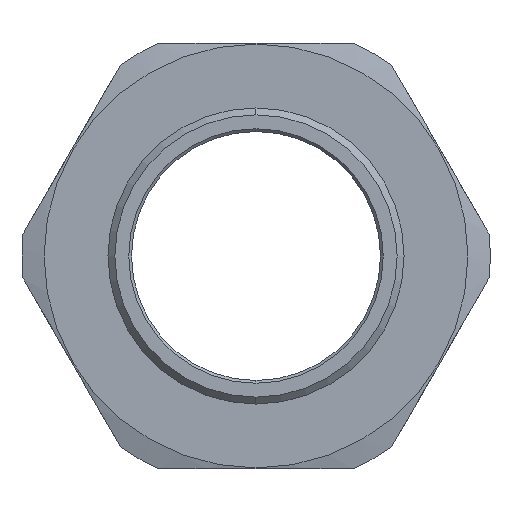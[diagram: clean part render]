
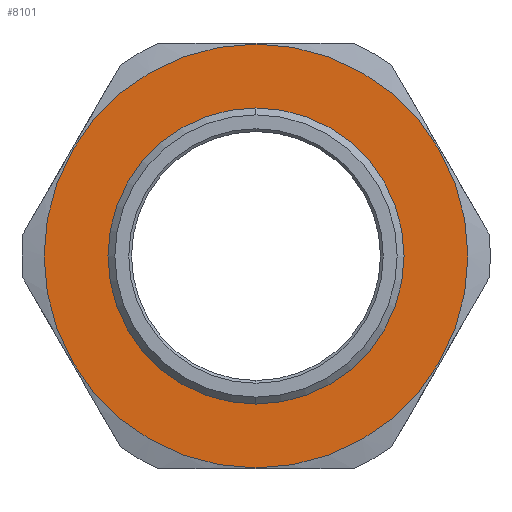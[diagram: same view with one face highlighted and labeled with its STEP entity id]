
A CAD part, left-side view. The second image highlights one B-rep face of the part: STEP entity #8101.
In plain terms, the highlighted planar face has unit normal (-1, 0, 0).
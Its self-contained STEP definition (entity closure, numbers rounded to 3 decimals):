
#452 = VERTEX_POINT ( 'NONE', #2972 ) ;
#478 = ORIENTED_EDGE ( 'NONE', *, *, #3465, .F. ) ;
#542 = DIRECTION ( 'NONE',  ( 1., 0., 0. ) ) ;
#600 = AXIS2_PLACEMENT_3D ( 'NONE', #5011, #2759, #8768 ) ;
#623 = DIRECTION ( 'NONE',  ( 0., 0., 1. ) ) ;
#774 = CARTESIAN_POINT ( 'NONE',  ( 10.3, 0., 16. ) ) ;
#927 = EDGE_CURVE ( 'NONE', #4694, #6853, #3673, .T. ) ;
#2148 = CARTESIAN_POINT ( 'NONE',  ( 10.3, 0., 0. ) ) ;
#2263 = CARTESIAN_POINT ( 'NONE',  ( 10.3, 0., -25.8 ) ) ;
#2759 = DIRECTION ( 'NONE',  ( 1., 0., 0. ) ) ;
#2926 = DIRECTION ( 'NONE',  ( 0., 0., 1. ) ) ;
#2972 = CARTESIAN_POINT ( 'NONE',  ( 10.3, 0., -22.9 ) ) ;
#3165 = EDGE_LOOP ( 'NONE', ( #3256, #4398 ) ) ;
#3189 = AXIS2_PLACEMENT_3D ( 'NONE', #3422, #3516, #2926 ) ;
#3256 = ORIENTED_EDGE ( 'NONE', *, *, #9253, .F. ) ;
#3422 = CARTESIAN_POINT ( 'NONE',  ( 10.3, 0., 0. ) ) ;
#3465 = EDGE_CURVE ( 'NONE', #8433, #452, #6245, .T. ) ;
#3477 = CARTESIAN_POINT ( 'NONE',  ( 10.3, 0., 0. ) ) ;
#3516 = DIRECTION ( 'NONE',  ( -1., 0., 0. ) ) ;
#3612 = AXIS2_PLACEMENT_3D ( 'NONE', #2263, #8787, #6724 ) ;
#3673 = CIRCLE ( 'NONE', #4151, 16. ) ;
#3985 = CIRCLE ( 'NONE', #7792, 22.9 ) ;
#4151 = AXIS2_PLACEMENT_3D ( 'NONE', #2148, #7443, #623 ) ;
#4398 = ORIENTED_EDGE ( 'NONE', *, *, #927, .F. ) ;
#4674 = CARTESIAN_POINT ( 'NONE',  ( 10.3, 0., 22.9 ) ) ;
#4694 = VERTEX_POINT ( 'NONE', #774 ) ;
#5011 = CARTESIAN_POINT ( 'NONE',  ( 10.3, 0., 0. ) ) ;
#5040 = CIRCLE ( 'NONE', #3189, 16. ) ;
#5334 = EDGE_LOOP ( 'NONE', ( #6609, #478 ) ) ;
#5599 = FACE_BOUND ( 'NONE', #3165, .T. ) ;
#6245 = CIRCLE ( 'NONE', #600, 22.9 ) ;
#6609 = ORIENTED_EDGE ( 'NONE', *, *, #9632, .F. ) ;
#6724 = DIRECTION ( 'NONE',  ( 0., 0., -1. ) ) ;
#6777 = FACE_OUTER_BOUND ( 'NONE', #5334, .T. ) ;
#6853 = VERTEX_POINT ( 'NONE', #7613 ) ;
#7443 = DIRECTION ( 'NONE',  ( -1., 0., 0. ) ) ;
#7613 = CARTESIAN_POINT ( 'NONE',  ( 10.3, 0., -16. ) ) ;
#7792 = AXIS2_PLACEMENT_3D ( 'NONE', #3477, #542, #8671 ) ;
#8101 = ADVANCED_FACE ( 'NONE', ( #6777, #5599 ), #9601, .F. ) ;
#8433 = VERTEX_POINT ( 'NONE', #4674 ) ;
#8671 = DIRECTION ( 'NONE',  ( 0., 0., -1. ) ) ;
#8768 = DIRECTION ( 'NONE',  ( 0., 0., -1. ) ) ;
#8787 = DIRECTION ( 'NONE',  ( 1., 0., 0. ) ) ;
#9253 = EDGE_CURVE ( 'NONE', #6853, #4694, #5040, .T. ) ;
#9601 = PLANE ( 'NONE',  #3612 ) ;
#9632 = EDGE_CURVE ( 'NONE', #452, #8433, #3985, .T. ) ;
